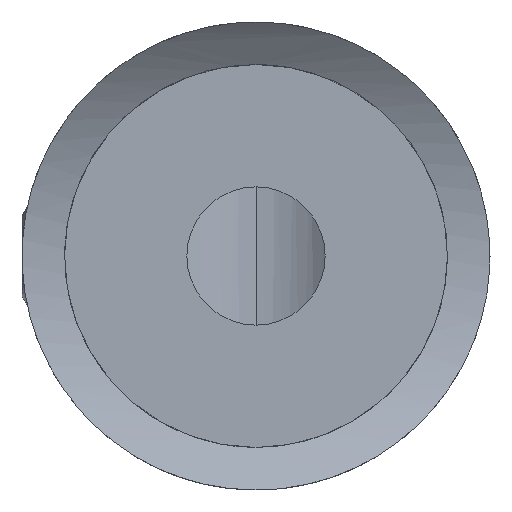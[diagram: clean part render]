
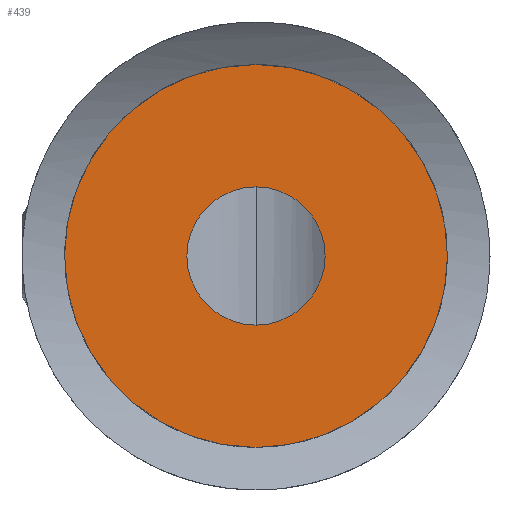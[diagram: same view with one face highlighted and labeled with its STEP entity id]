
A CAD part, left-side view. The second image highlights one B-rep face of the part: STEP entity #439.
In plain terms, the highlighted planar face has unit normal (-1, 0, 0).
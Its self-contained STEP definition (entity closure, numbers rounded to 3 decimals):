
#13 = DIRECTION ( 'NONE',  ( 0., 0., 1. ) ) ;
#210 = CARTESIAN_POINT ( 'NONE',  ( 8.5, 0., 0. ) ) ;
#310 = VERTEX_POINT ( 'NONE', #2335 ) ;
#333 = AXIS2_PLACEMENT_3D ( 'NONE', #2936, #1508, #556 ) ;
#422 = AXIS2_PLACEMENT_3D ( 'NONE', #210, #1834, #3010 ) ;
#439 = ADVANCED_FACE ( 'NONE', ( #561, #1467 ), #1380, .F. ) ;
#519 = EDGE_CURVE ( 'NONE', #310, #1246, #720, .T. ) ;
#556 = DIRECTION ( 'NONE',  ( 0., 0., 1. ) ) ;
#561 = FACE_BOUND ( 'NONE', #2366, .T. ) ;
#630 = AXIS2_PLACEMENT_3D ( 'NONE', #1593, #1605, #2067 ) ;
#697 = CARTESIAN_POINT ( 'NONE',  ( 8.5, 0., 0. ) ) ;
#720 = CIRCLE ( 'NONE', #630, 9. ) ;
#817 = EDGE_CURVE ( 'NONE', #2796, #1518, #1779, .T. ) ;
#1246 = VERTEX_POINT ( 'NONE', #1548 ) ;
#1282 = ORIENTED_EDGE ( 'NONE', *, *, #2597, .T. ) ;
#1331 = CIRCLE ( 'NONE', #2502, 3.25 ) ;
#1380 = PLANE ( 'NONE',  #2759 ) ;
#1411 = DIRECTION ( 'NONE',  ( -1., 0., 0. ) ) ;
#1467 = FACE_OUTER_BOUND ( 'NONE', #2934, .T. ) ;
#1508 = DIRECTION ( 'NONE',  ( -1., 0., 0. ) ) ;
#1518 = VERTEX_POINT ( 'NONE', #2621 ) ;
#1548 = CARTESIAN_POINT ( 'NONE',  ( 8.5, 0., -9. ) ) ;
#1593 = CARTESIAN_POINT ( 'NONE',  ( 8.5, 0., 0. ) ) ;
#1605 = DIRECTION ( 'NONE',  ( -1., 0., 0. ) ) ;
#1619 = CARTESIAN_POINT ( 'NONE',  ( 8.5, 3.25, 0. ) ) ;
#1779 = CIRCLE ( 'NONE', #422, 3.25 ) ;
#1834 = DIRECTION ( 'NONE',  ( -1., 0., 0. ) ) ;
#1916 = ORIENTED_EDGE ( 'NONE', *, *, #817, .F. ) ;
#1981 = CIRCLE ( 'NONE', #333, 9. ) ;
#2067 = DIRECTION ( 'NONE',  ( 0., 0., 1. ) ) ;
#2119 = EDGE_CURVE ( 'NONE', #1518, #2796, #1331, .T. ) ;
#2335 = CARTESIAN_POINT ( 'NONE',  ( 8.5, 0., 9. ) ) ;
#2366 = EDGE_LOOP ( 'NONE', ( #2575, #1916 ) ) ;
#2502 = AXIS2_PLACEMENT_3D ( 'NONE', #697, #1411, #13 ) ;
#2575 = ORIENTED_EDGE ( 'NONE', *, *, #2119, .F. ) ;
#2597 = EDGE_CURVE ( 'NONE', #1246, #310, #1981, .T. ) ;
#2615 = CARTESIAN_POINT ( 'NONE',  ( 8.5, 0., -3.25 ) ) ;
#2621 = CARTESIAN_POINT ( 'NONE',  ( 8.5, 0., 3.25 ) ) ;
#2739 = ORIENTED_EDGE ( 'NONE', *, *, #519, .T. ) ;
#2759 = AXIS2_PLACEMENT_3D ( 'NONE', #1619, #2819, #3045 ) ;
#2796 = VERTEX_POINT ( 'NONE', #2615 ) ;
#2819 = DIRECTION ( 'NONE',  ( 1., 0., 0. ) ) ;
#2934 = EDGE_LOOP ( 'NONE', ( #2739, #1282 ) ) ;
#2936 = CARTESIAN_POINT ( 'NONE',  ( 8.5, 0., 0. ) ) ;
#3010 = DIRECTION ( 'NONE',  ( 0., 0., 1. ) ) ;
#3045 = DIRECTION ( 'NONE',  ( 0., 0., -1. ) ) ;
